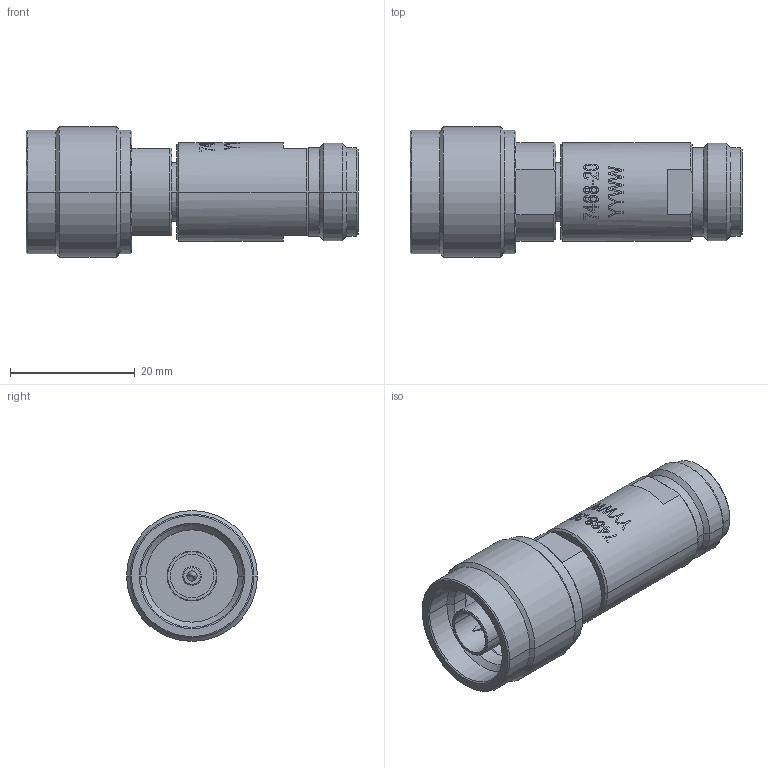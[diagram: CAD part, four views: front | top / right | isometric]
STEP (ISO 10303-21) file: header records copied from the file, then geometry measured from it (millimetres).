
FILE_DESCRIPTION (( 'STEP AP214' ), '1' );
FILE_NAME ('LCAT7468-20_3D.step', '2023-05-10T14:49:42', ( '' ), ( '' ), 'SwSTEP 2.0', 'SolidWorks 2022', '' );
FILE_SCHEMA (( 'AUTOMOTIVE_DESIGN' ));
Length unit declared in the file: inch
Products named in the file (3): LCAT7468-20_3D; FAT-NM-2^LCAT7468-20; FAT-NF-2^LCAT7468-20
Assembly tree (2 placements, depth 2):
  LCAT7468-20_3D
    FAT-NM-2^LCAT7468-20
    FAT-NF-2^LCAT7468-20
Bounding box: 53.3 x 21 x 21 mm (x, y, z)
Volume: 10302.7 mm3; surface area: 5700.8 mm2
Topology: 2 solids, 2 shells, 159 faces, 457 edges, 327 vertices
Faces by surface type: cylinder 57, cone 55, plane 39, torus 8
Entity records: 7147 total; most frequent: CARTESIAN_POINT 2716, ORIENTED_EDGE 914, DIRECTION 843, EDGE_CURVE 457, AXIS2_PLACEMENT_3D 355, VERTEX_POINT 327, CIRCLE 191, EDGE_LOOP 184
